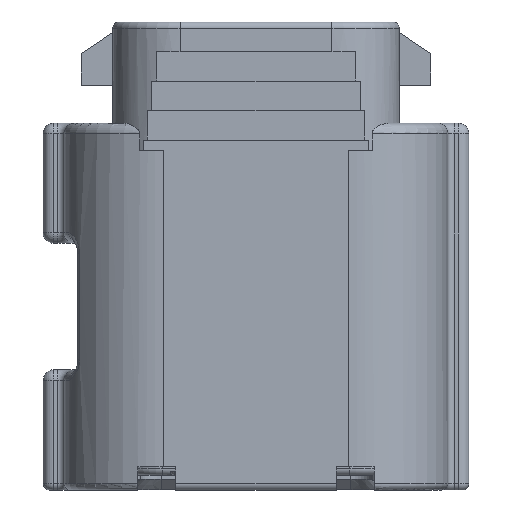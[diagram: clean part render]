
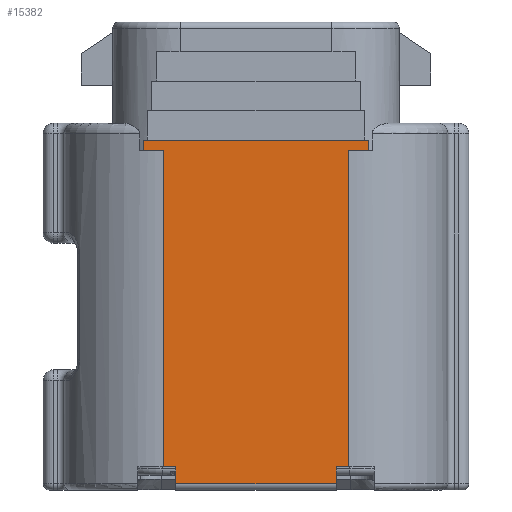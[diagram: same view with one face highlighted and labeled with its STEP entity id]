
A CAD part, front view. The second image highlights one B-rep face of the part: STEP entity #15382.
In plain terms, the highlighted planar face has unit normal (0, -1, 0).
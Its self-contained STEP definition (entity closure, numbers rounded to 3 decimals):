
#156 = CARTESIAN_POINT ( 'NONE',  ( -13.106, -9.1, 17. ) ) ;
#1420 = DIRECTION ( 'NONE',  ( -1., 0., 0. ) ) ;
#1807 = VERTEX_POINT ( 'NONE', #25424 ) ;
#2138 = DIRECTION ( 'NONE',  ( 0., 0., -1. ) ) ;
#2174 = VECTOR ( 'NONE', #18224, 1000. ) ;
#2968 = LINE ( 'NONE', #48863, #32225 ) ;
#3068 = AXIS2_PLACEMENT_3D ( 'NONE', #25363, #45210, #32470 ) ;
#3297 = DIRECTION ( 'NONE',  ( 0., 0., -1. ) ) ;
#3457 = CARTESIAN_POINT ( 'NONE',  ( -4.4, -9.1, 1.5 ) ) ;
#3662 = CARTESIAN_POINT ( 'NONE',  ( -13.106, -9.1, 16.5 ) ) ;
#3896 = LINE ( 'NONE', #20808, #14433 ) ;
#3996 = CARTESIAN_POINT ( 'NONE',  ( 5.318, -9.1, 17. ) ) ;
#4361 = PLANE ( 'NONE',  #3068 ) ;
#4753 = EDGE_CURVE ( 'NONE', #33945, #10287, #19196, .T. ) ;
#5992 = VERTEX_POINT ( 'NONE', #41348 ) ;
#6512 = CARTESIAN_POINT ( 'NONE',  ( 3.8, -9.1, 1.5 ) ) ;
#6566 = LINE ( 'NONE', #44142, #44240 ) ;
#7763 = LINE ( 'NONE', #16483, #52884 ) ;
#7851 = VERTEX_POINT ( 'NONE', #40936 ) ;
#7875 = DIRECTION ( 'NONE',  ( 0., 0., -1. ) ) ;
#8015 = DIRECTION ( 'NONE',  ( 0., 0., 1. ) ) ;
#8766 = EDGE_CURVE ( 'NONE', #7851, #47183, #3896, .T. ) ;
#8776 = ORIENTED_EDGE ( 'NONE', *, *, #8766, .F. ) ;
#10287 = VERTEX_POINT ( 'NONE', #3996 ) ;
#11004 = CARTESIAN_POINT ( 'NONE',  ( 5.318, -9.1, 16.5 ) ) ;
#11297 = CARTESIAN_POINT ( 'NONE',  ( 4.4, -9.1, 16.5 ) ) ;
#11684 = ORIENTED_EDGE ( 'NONE', *, *, #37017, .T. ) ;
#12610 = LINE ( 'NONE', #29784, #17580 ) ;
#12979 = EDGE_CURVE ( 'NONE', #7851, #30350, #12610, .T. ) ;
#13184 = VECTOR ( 'NONE', #3297, 1000. ) ;
#13850 = CARTESIAN_POINT ( 'NONE',  ( -13.106, -9.1, 16.5 ) ) ;
#14433 = VECTOR ( 'NONE', #1420, 1000. ) ;
#14545 = DIRECTION ( 'NONE',  ( 0., 0., 1. ) ) ;
#14783 = VECTOR ( 'NONE', #15103, 1000. ) ;
#15103 = DIRECTION ( 'NONE',  ( 1., 0., 0. ) ) ;
#15204 = LINE ( 'NONE', #52381, #49396 ) ;
#15382 = ADVANCED_FACE ( 'NONE', ( #49700 ), #4361, .T. ) ;
#16483 = CARTESIAN_POINT ( 'NONE',  ( 4.4, -9.1, 0.7 ) ) ;
#16720 = CARTESIAN_POINT ( 'NONE',  ( -3.8, -9.1, 0.7 ) ) ;
#17580 = VECTOR ( 'NONE', #8015, 1000. ) ;
#18224 = DIRECTION ( 'NONE',  ( 1., 0., 0. ) ) ;
#18700 = ORIENTED_EDGE ( 'NONE', *, *, #4753, .T. ) ;
#19196 = LINE ( 'NONE', #11004, #30065 ) ;
#20808 = CARTESIAN_POINT ( 'NONE',  ( 5.6, -9.1, 1.5 ) ) ;
#21218 = VERTEX_POINT ( 'NONE', #16720 ) ;
#21695 = DIRECTION ( 'NONE',  ( 1., 0., 0. ) ) ;
#22041 = LINE ( 'NONE', #13850, #2174 ) ;
#22143 = EDGE_CURVE ( 'NONE', #49530, #33993, #6566, .T. ) ;
#22325 = ORIENTED_EDGE ( 'NONE', *, *, #31791, .T. ) ;
#22386 = EDGE_CURVE ( 'NONE', #49530, #21218, #15204, .T. ) ;
#23192 = DIRECTION ( 'NONE',  ( -1., 0., 0. ) ) ;
#24105 = LINE ( 'NONE', #49273, #30031 ) ;
#25363 = CARTESIAN_POINT ( 'NONE',  ( 0., -9.1, 17.8 ) ) ;
#25424 = CARTESIAN_POINT ( 'NONE',  ( -5.318, -9.1, 17. ) ) ;
#25487 = ORIENTED_EDGE ( 'NONE', *, *, #27024, .F. ) ;
#26347 = LINE ( 'NONE', #3662, #14783 ) ;
#27024 = EDGE_CURVE ( 'NONE', #1807, #10287, #33933, .T. ) ;
#27159 = EDGE_CURVE ( 'NONE', #30350, #33945, #26347, .T. ) ;
#27166 = ORIENTED_EDGE ( 'NONE', *, *, #22143, .F. ) ;
#27389 = ORIENTED_EDGE ( 'NONE', *, *, #39749, .T. ) ;
#28409 = CARTESIAN_POINT ( 'NONE',  ( -5.318, -9.1, 17. ) ) ;
#28831 = ORIENTED_EDGE ( 'NONE', *, *, #52373, .T. ) ;
#29784 = CARTESIAN_POINT ( 'NONE',  ( 4.4, -9.1, 17.8 ) ) ;
#29991 = ORIENTED_EDGE ( 'NONE', *, *, #33227, .F. ) ;
#30031 = VECTOR ( 'NONE', #32551, 1000. ) ;
#30065 = VECTOR ( 'NONE', #14545, 1000. ) ;
#30251 = ORIENTED_EDGE ( 'NONE', *, *, #22386, .T. ) ;
#30350 = VERTEX_POINT ( 'NONE', #11297 ) ;
#30402 = VECTOR ( 'NONE', #21695, 1000. ) ;
#31791 = EDGE_CURVE ( 'NONE', #36131, #5992, #22041, .T. ) ;
#32225 = VECTOR ( 'NONE', #7875, 1000. ) ;
#32470 = DIRECTION ( 'NONE',  ( -1., 0., 0. ) ) ;
#32477 = LINE ( 'NONE', #28409, #13184 ) ;
#32551 = DIRECTION ( 'NONE',  ( 0., 0., -1. ) ) ;
#32665 = ORIENTED_EDGE ( 'NONE', *, *, #12979, .T. ) ;
#33227 = EDGE_CURVE ( 'NONE', #47183, #43446, #24105, .T. ) ;
#33933 = LINE ( 'NONE', #156, #30402 ) ;
#33945 = VERTEX_POINT ( 'NONE', #53413 ) ;
#33993 = VERTEX_POINT ( 'NONE', #3457 ) ;
#35724 = EDGE_LOOP ( 'NONE', ( #29991, #8776, #32665, #41665, #18700, #25487, #28831, #22325, #27389, #27166, #30251, #11684 ) ) ;
#36131 = VERTEX_POINT ( 'NONE', #50659 ) ;
#37017 = EDGE_CURVE ( 'NONE', #21218, #43446, #7763, .T. ) ;
#39749 = EDGE_CURVE ( 'NONE', #5992, #33993, #2968, .T. ) ;
#40360 = CARTESIAN_POINT ( 'NONE',  ( -3.8, -9.1, 1.5 ) ) ;
#40936 = CARTESIAN_POINT ( 'NONE',  ( 4.4, -9.1, 1.5 ) ) ;
#41348 = CARTESIAN_POINT ( 'NONE',  ( -4.4, -9.1, 16.5 ) ) ;
#41665 = ORIENTED_EDGE ( 'NONE', *, *, #27159, .T. ) ;
#43446 = VERTEX_POINT ( 'NONE', #48532 ) ;
#44142 = CARTESIAN_POINT ( 'NONE',  ( -5.6, -9.1, 1.5 ) ) ;
#44240 = VECTOR ( 'NONE', #23192, 1000. ) ;
#45210 = DIRECTION ( 'NONE',  ( 0., -1., 0. ) ) ;
#45587 = DIRECTION ( 'NONE',  ( 1., 0., 0. ) ) ;
#47183 = VERTEX_POINT ( 'NONE', #6512 ) ;
#48532 = CARTESIAN_POINT ( 'NONE',  ( 3.8, -9.1, 0.7 ) ) ;
#48863 = CARTESIAN_POINT ( 'NONE',  ( -4.4, -9.1, 17.8 ) ) ;
#49273 = CARTESIAN_POINT ( 'NONE',  ( 3.8, -9.1, 2.834 ) ) ;
#49396 = VECTOR ( 'NONE', #2138, 1000. ) ;
#49530 = VERTEX_POINT ( 'NONE', #40360 ) ;
#49700 = FACE_OUTER_BOUND ( 'NONE', #35724, .T. ) ;
#50659 = CARTESIAN_POINT ( 'NONE',  ( -5.318, -9.1, 16.5 ) ) ;
#52373 = EDGE_CURVE ( 'NONE', #1807, #36131, #32477, .T. ) ;
#52381 = CARTESIAN_POINT ( 'NONE',  ( -3.8, -9.1, 2.834 ) ) ;
#52884 = VECTOR ( 'NONE', #45587, 1000. ) ;
#53413 = CARTESIAN_POINT ( 'NONE',  ( 5.318, -9.1, 16.5 ) ) ;
